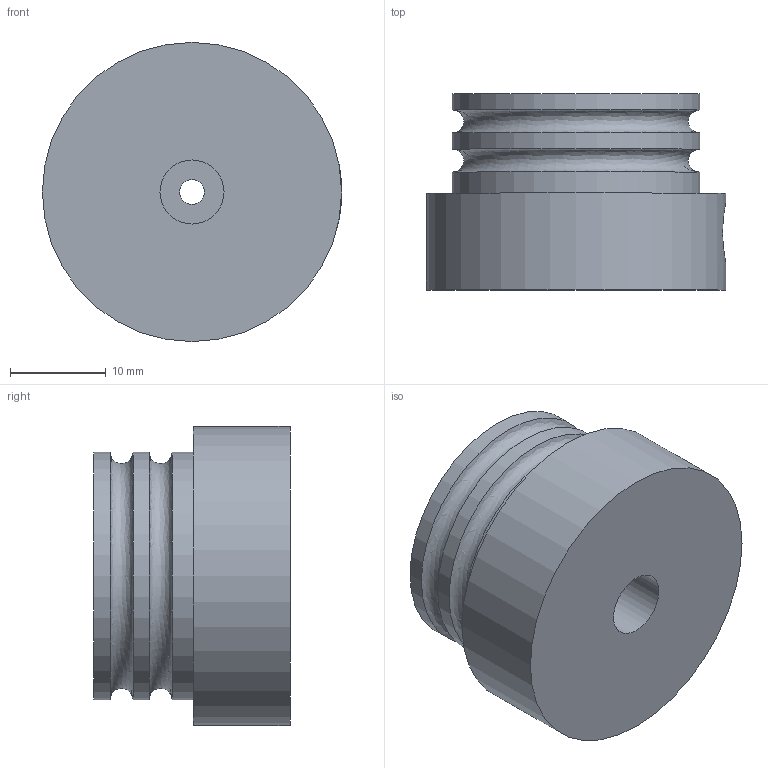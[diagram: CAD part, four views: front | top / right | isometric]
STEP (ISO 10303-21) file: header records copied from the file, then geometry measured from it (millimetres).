
FILE_DESCRIPTION(('FreeCAD Model'),'2;1');
FILE_NAME('Open CASCADE Shape Model','2024-05-22T13:48:45',(''),(''), 'Open CASCADE STEP processor 7.6','FreeCAD','Unknown');
FILE_SCHEMA(('AUTOMOTIVE_DESIGN { 1 0 10303 214 1 1 1 1 }'));
Length unit declared in the file: millimetre
Products named in the file (1): Pocket
Bounding box: 31.2 x 20.46 x 31.2 mm (x, y, z)
Volume: 12443.8 mm3; surface area: 3816.9 mm2
Topology: 1 solids, 1 shells, 14 faces, 23 edges, 14 vertices
Faces by surface type: cylinder 7, plane 5, revolution 2
Full cylindrical faces by diameter (mm): 2.6 x1, 6.06 x1, 6.68 x1, 25.8 x3, 31.2 x1
Entity records: 423 total; most frequent: CARTESIAN_POINT 115, DIRECTION 69, ORIENTED_EDGE 46, AXIS2_PLACEMENT_3D 30, EDGE_CURVE 23, FACE_BOUND 19, EDGE_LOOP 19, CIRCLE 17
